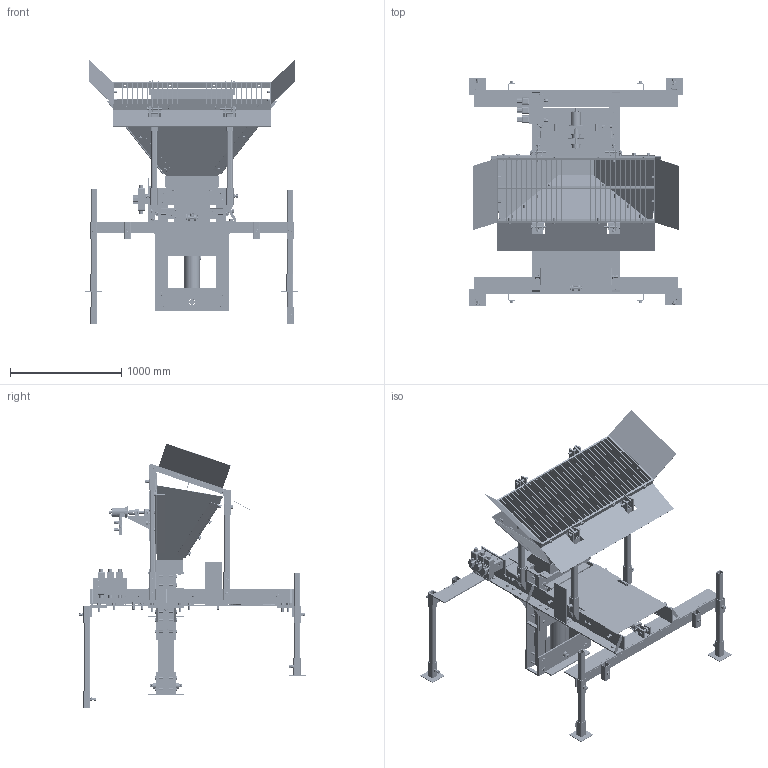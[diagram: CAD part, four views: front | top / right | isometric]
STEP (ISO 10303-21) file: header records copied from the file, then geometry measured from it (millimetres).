
FILE_DESCRIPTION(/* description */ ('Alibre Inc.'),/* implementation_level */ '2;1');
FILE_NAME(/* name */ 'export0',/* time_stamp */ '2014-06-16T21:31:33-05:00',/* author */ (''),/* organization */ (''),/* preprocessor_version */ 'ST-DEVELOPER v14',/* originating_system */ 'Alibre',/* authorisation */ '');
FILE_SCHEMA (('CONFIG_CONTROL_DESIGN'));
Length unit declared in the file: inch
Products named in the file (163): ID_1; ID_2; ID_3; ID_4; ID_5; ID_6; ID_7; ID_8; ID_9; ID_10; ID_11; ID_12; ID_13; ID_14; ID_15; ID_16; ID_17; ID_18; ID_19; ID_20; ID_21; ID_22; 97245A521; ID_23; ID_24; ID_25; ID_26; ID_27; ID_28; ID_29; ID_30; ID_31; ID_32; ID_33; ID_34; ID_35; 5700K14; ID_36; ID_37; ID_38 ...
Bounding box: 1917.7 x 2042.14 x 2383.24 mm (x, y, z)
Volume: 126974754.5 mm3; surface area: 33309437.1 mm2
Topology: 502 solids, 502 shells, 11461 faces, 28354 edges, 18198 vertices
Faces by surface type: plane 7180, cylinder 2176, cone 1982, torus 63, bspline 52, sphere 8
Full cylindrical faces by diameter (mm): 6.35 x4, 8.001 x4, 10.356 x8, 12.7 x8, 13.244 x16, 13.494 x32, 14.3 x2, 15.875 x16, 16.256 x2, 19.05 x23, 19.304 x18, 20.32 x4, 20.625 x12, 20.637 x36, 20.638 x48, 20.65 x24, 22.225 x8, 25.4 x82, 25.527 x24, 27.94 x4, 31.75 x8, 34.925 x8, 50.8 x3, 55.562 x2
Entity records: 150671 total; most frequent: CARTESIAN_POINT 34241, ORIENTED_EDGE 19920, DIRECTION 17028, EDGE_CURVE 9960, VECTOR 6906, LINE 6906, VERTEX_POINT 6648, AXIS2_PLACEMENT_3D 6287
